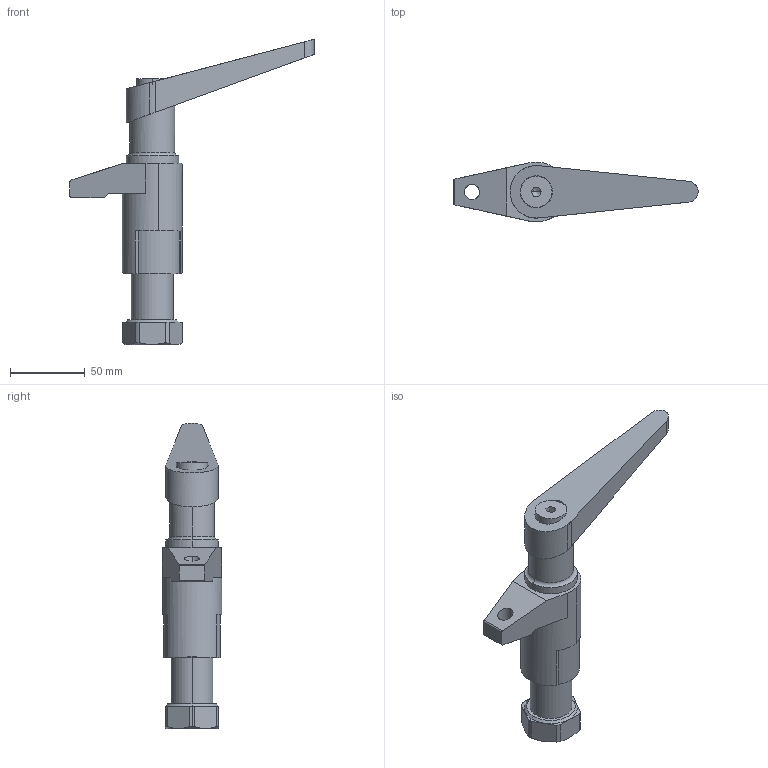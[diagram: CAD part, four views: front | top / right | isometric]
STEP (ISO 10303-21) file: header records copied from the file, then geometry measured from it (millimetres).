
FILE_DESCRIPTION(('STEP AP214'),'1');
FILE_NAME(' ',' ',('TraceParts'),('TraceParts S.A.'),'XStep 1.0',' ',' ');
FILE_SCHEMA(('automotive_design'));
Length unit declared in the file: millimetre
Products named in the file (3): 1; 2; 3
Bounding box: 162.99 x 39.95 x 203.88 mm (x, y, z)
Volume: 170901.9 mm3; surface area: 52238.3 mm2
Topology: 3 solids, 3 shells, 115 faces, 280 edges, 177 vertices
Faces by surface type: plane 53, cylinder 44, cone 16, torus 2
Entity records: 6646 total; most frequent: CARTESIAN_POINT 661, DIRECTION 605, STYLED_ITEM 571, PRESENTATION_STYLE_ASSIGNMENT 571, COLOUR_RGB 571, ORIENTED_EDGE 552, EDGE_CURVE 276, CURVE_STYLE 276
